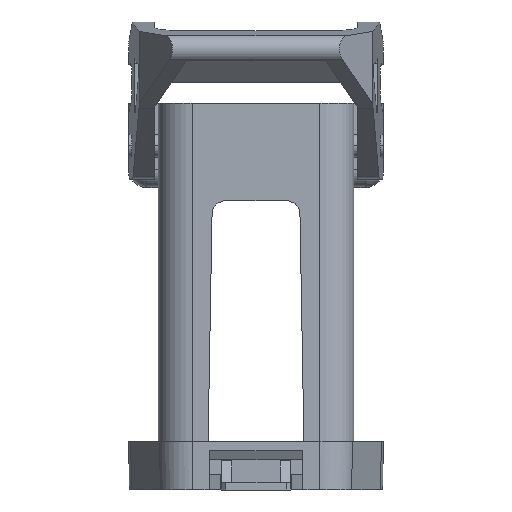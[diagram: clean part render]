
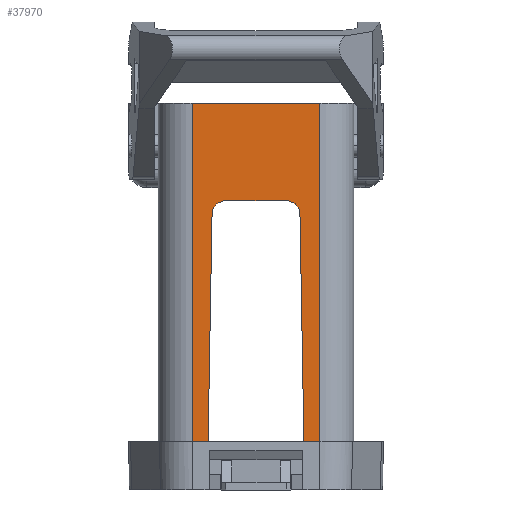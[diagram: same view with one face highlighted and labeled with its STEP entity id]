
A CAD part, front view. The second image highlights one B-rep face of the part: STEP entity #37970.
In plain terms, the highlighted face is planar.
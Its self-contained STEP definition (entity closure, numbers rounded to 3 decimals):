
#25610=CARTESIAN_POINT('',(65.4,14.015,
63.));
#25620=VERTEX_POINT('',#25610);
#25650=CARTESIAN_POINT('',(65.4,16.965,
63.));
#25660=DIRECTION('',(0.,-1.,0.));
#25670=VECTOR('',#25660,1.);
#25680=LINE('',#25650,#25670);
#25690=CARTESIAN_POINT('',(65.4,10.553,
63.));
#25700=VERTEX_POINT('',#25690);
#25710=EDGE_CURVE('',#25620,#25700,#25680,.T.);
#26690=CARTESIAN_POINT('',(65.4,-10.523,
63.));
#26700=VERTEX_POINT('',#26690);
#26730=CARTESIAN_POINT('',(65.4,-13.985,
63.));
#26740=VERTEX_POINT('',#26730);
#26750=EDGE_CURVE('',#26700,#26740,#25680,.T.);
#37010=CARTESIAN_POINT('',(65.4,9.716,
15.048));
#37020=DIRECTION('',(0.,0.017,
1.));
#37030=VECTOR('',#37020,1.);
#37040=LINE('',#37010,#37030);
#37050=CARTESIAN_POINT('',(65.4,9.679,
12.948));
#37060=VERTEX_POINT('',#37050);
#37070=EDGE_CURVE('',#37060,#25700,#37040,.T.);
#37330=CARTESIAN_POINT('',(65.4,12.265,
36.525));
#37340=DIRECTION('',(1.,0.,0.));
#37350=DIRECTION('',(0.,-1.,0.));
#37360=AXIS2_PLACEMENT_3D('',#37330,#37340,#37350);
#37370=PLANE('',#37360);
#37380=CARTESIAN_POINT('',(65.4,14.015,
0.048));
#37390=DIRECTION('',(0.,0.,-1.));
#37400=VECTOR('',#37390,1.);
#37410=LINE('',#37380,#37400);
#37420=CARTESIAN_POINT('',(65.4,14.015,
-11.4));
#37430=VERTEX_POINT('',#37420);
#37440=EDGE_CURVE('',#25620,#37430,#37410,.T.);
#37450=ORIENTED_EDGE('',*,*,#37440,.F.);
#37460=CARTESIAN_POINT('',(65.4,16.965,
-11.4));
#37470=DIRECTION('',(0.,-1.,0.));
#37480=VECTOR('',#37470,1.);
#37490=LINE('',#37460,#37480);
#37500=CARTESIAN_POINT('',(65.4,-13.985,
-11.4));
#37510=VERTEX_POINT('',#37500);
#37520=EDGE_CURVE('',#37430,#37510,#37490,.T.);
#37530=ORIENTED_EDGE('',*,*,#37520,.F.);
#37540=CARTESIAN_POINT('',(65.4,-13.985,
-10.85));
#37550=DIRECTION('',(0.,0.,1.));
#37560=VECTOR('',#37550,1.);
#37570=LINE('',#37540,#37560);
#37580=EDGE_CURVE('',#37510,#26740,#37570,.T.);
#37590=ORIENTED_EDGE('',*,*,#37580,.F.);
#37600=ORIENTED_EDGE('',*,*,#26750,.T.);
#37610=CARTESIAN_POINT('',(65.4,-9.686,
15.048));
#37620=DIRECTION('',(0.,0.017,
-1.));
#37630=VECTOR('',#37620,1.);
#37640=LINE('',#37610,#37630);
#37650=CARTESIAN_POINT('',(65.4,-9.649,
12.948));
#37660=VERTEX_POINT('',#37650);
#37670=EDGE_CURVE('',#26700,#37660,#37640,.T.);
#37680=ORIENTED_EDGE('',*,*,#37670,.F.);
#37690=CARTESIAN_POINT('',(65.4,-6.65,
13.));
#37700=DIRECTION('',(-1.,0.,0.));
#37710=DIRECTION('',(0.,-1.,0.));
#37720=AXIS2_PLACEMENT_3D('',#37690,#37700,#37710);
#37730=CIRCLE('',#37720,3.);
#37740=CARTESIAN_POINT('',(65.4,-6.65,
10.));
#37750=VERTEX_POINT('',#37740);
#37760=EDGE_CURVE('',#37750,#37660,#37730,.T.);
#37770=ORIENTED_EDGE('',*,*,#37760,.T.);
#37780=CARTESIAN_POINT('',(65.4,16.965,
10.));
#37790=DIRECTION('',(0.,1.,0.));
#37800=VECTOR('',#37790,1.);
#37810=LINE('',#37780,#37800);
#37820=CARTESIAN_POINT('',(65.4,6.679,
10.));
#37830=VERTEX_POINT('',#37820);
#37840=EDGE_CURVE('',#37750,#37830,#37810,.T.);
#37850=ORIENTED_EDGE('',*,*,#37840,.F.);
#37860=CARTESIAN_POINT('',(65.4,6.679,
13.));
#37870=DIRECTION('',(1.,0.,0.));
#37880=DIRECTION('',(0.,1.,0.));
#37890=AXIS2_PLACEMENT_3D('',#37860,#37870,#37880);
#37900=CIRCLE('',#37890,3.);
#37910=EDGE_CURVE('',#37830,#37060,#37900,.T.);
#37920=ORIENTED_EDGE('',*,*,#37910,.F.);
#37930=ORIENTED_EDGE('',*,*,#37070,.F.);
#37940=ORIENTED_EDGE('',*,*,#25710,.T.);
#37950=EDGE_LOOP('',(#37940,#37930,#37920,#37850,#37770,#37680,#37600,
#37590,#37530,#37450));
#37960=FACE_OUTER_BOUND('',#37950,.T.);
#37970=ADVANCED_FACE('',(#37960),#37370,.T.);
